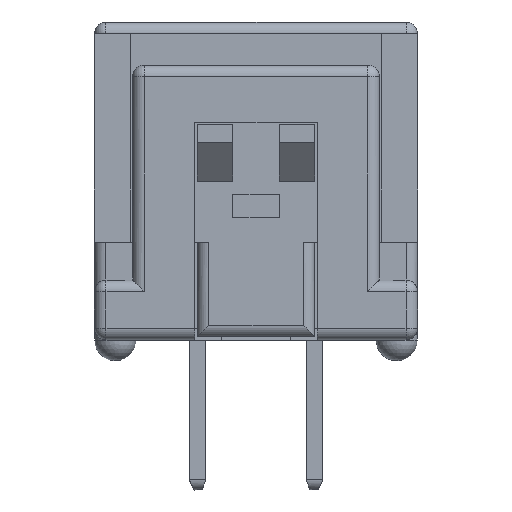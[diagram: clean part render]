
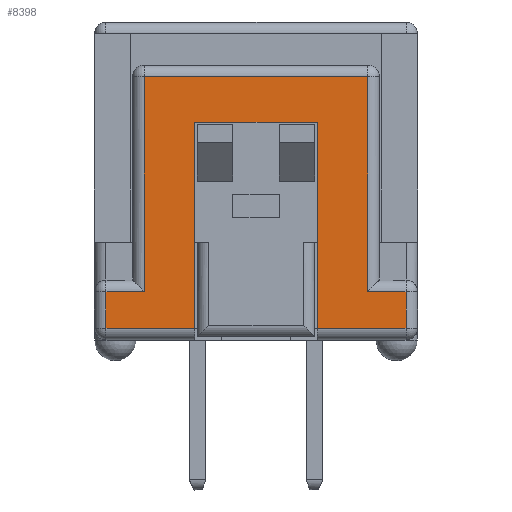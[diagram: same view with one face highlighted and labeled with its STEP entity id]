
A CAD part, left-side view. The second image highlights one B-rep face of the part: STEP entity #8398.
In plain terms, the highlighted planar face has unit normal (-1, 0, 0).
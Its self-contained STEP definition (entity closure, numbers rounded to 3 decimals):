
#834=FACE_OUTER_BOUND('',#1289,.T.);
#1289=EDGE_LOOP('',(#7376,#7377,#7378,#7379,#7380,#7381,#7382,#7383,#7384,
#7385,#7386,#7387));
#2148=LINE('',#13683,#3095);
#2149=LINE('',#13686,#3096);
#2150=LINE('',#13690,#3097);
#2151=LINE('',#13692,#3098);
#2154=LINE('',#13700,#3101);
#2157=LINE('',#13706,#3104);
#2158=LINE('',#13709,#3105);
#2160=LINE('',#13715,#3107);
#2240=LINE('',#14075,#3187);
#2241=LINE('',#14076,#3188);
#2242=LINE('',#14078,#3189);
#2243=LINE('',#14079,#3190);
#3095=VECTOR('',#11029,4.658);
#3096=VECTOR('',#11034,4.85);
#3097=VECTOR('',#11039,4.658);
#3098=VECTOR('',#11042,0.825);
#3101=VECTOR('',#11047,2.65);
#3104=VECTOR('',#11052,0.8);
#3105=VECTOR('',#11057,0.825);
#3107=VECTOR('',#11063,0.8);
#3187=VECTOR('',#11267,1.925);
#3188=VECTOR('',#11268,4.468);
#3189=VECTOR('',#11269,4.468);
#3190=VECTOR('',#11270,1.925);
#3839=VERTEX_POINT('',#13414);
#3840=VERTEX_POINT('',#13420);
#3842=VERTEX_POINT('',#13427);
#3844=VERTEX_POINT('',#13434);
#3915=VERTEX_POINT('',#13682);
#3916=VERTEX_POINT('',#13688);
#3919=VERTEX_POINT('',#13697);
#3920=VERTEX_POINT('',#13699);
#3922=VERTEX_POINT('',#13705);
#3924=VERTEX_POINT('',#13713);
#3982=VERTEX_POINT('',#14074);
#3983=VERTEX_POINT('',#14077);
#5033=EDGE_CURVE('',#3915,#3839,#2148,.F.);
#5035=EDGE_CURVE('',#3839,#3840,#2149,.T.);
#5037=EDGE_CURVE('',#3840,#3916,#2150,.T.);
#5038=EDGE_CURVE('',#3916,#3844,#2151,.T.);
#5041=EDGE_CURVE('',#3920,#3919,#2154,.T.);
#5044=EDGE_CURVE('',#3922,#3842,#2157,.F.);
#5046=EDGE_CURVE('',#3842,#3915,#2158,.T.);
#5049=EDGE_CURVE('',#3844,#3924,#2160,.T.);
#5157=EDGE_CURVE('',#3982,#3924,#2240,.T.);
#5158=EDGE_CURVE('',#3920,#3982,#2241,.T.);
#5159=EDGE_CURVE('',#3983,#3919,#2242,.F.);
#5160=EDGE_CURVE('',#3922,#3983,#2243,.T.);
#7376=ORIENTED_EDGE('',*,*,#5044,.T.);
#7377=ORIENTED_EDGE('',*,*,#5046,.T.);
#7378=ORIENTED_EDGE('',*,*,#5033,.T.);
#7379=ORIENTED_EDGE('',*,*,#5035,.T.);
#7380=ORIENTED_EDGE('',*,*,#5037,.T.);
#7381=ORIENTED_EDGE('',*,*,#5038,.T.);
#7382=ORIENTED_EDGE('',*,*,#5049,.T.);
#7383=ORIENTED_EDGE('',*,*,#5157,.F.);
#7384=ORIENTED_EDGE('',*,*,#5158,.F.);
#7385=ORIENTED_EDGE('',*,*,#5041,.T.);
#7386=ORIENTED_EDGE('',*,*,#5159,.F.);
#7387=ORIENTED_EDGE('',*,*,#5160,.F.);
#7981=PLANE('',#9079);
#8398=ADVANCED_FACE('',(#834),#7981,.T.);
#9079=AXIS2_PLACEMENT_3D('',#14073,#11265,#11266);
#11029=DIRECTION('',(0.,0.,-1.));
#11034=DIRECTION('',(0.,1.,0.));
#11039=DIRECTION('',(0.,0.,-1.));
#11042=DIRECTION('',(0.,1.,0.));
#11047=DIRECTION('',(0.,-1.,0.));
#11052=DIRECTION('',(0.,0.,-1.));
#11057=DIRECTION('',(0.,1.,0.));
#11063=DIRECTION('',(0.,0.,-1.));
#11265=DIRECTION('center_axis',(-1.,0.,0.));
#11266=DIRECTION('ref_axis',(0.,0.,1.));
#11267=DIRECTION('',(0.,1.,0.));
#11268=DIRECTION('',(0.,0.,-1.));
#11269=DIRECTION('',(0.,0.,-1.));
#11270=DIRECTION('',(0.,1.,0.));
#13414=CARTESIAN_POINT('',(-3.805,-1.155,6.158));
#13420=CARTESIAN_POINT('',(-3.805,3.695,6.158));
#13427=CARTESIAN_POINT('',(-3.805,-1.98,1.5));
#13434=CARTESIAN_POINT('',(-3.805,4.52,1.5));
#13682=CARTESIAN_POINT('',(-3.805,-1.155,1.5));
#13683=CARTESIAN_POINT('',(-3.805,-1.155,6.158));
#13686=CARTESIAN_POINT('',(-3.805,-1.155,6.158));
#13688=CARTESIAN_POINT('',(-3.805,3.695,1.5));
#13690=CARTESIAN_POINT('',(-3.805,3.695,6.158));
#13692=CARTESIAN_POINT('',(-3.805,3.695,1.5));
#13697=CARTESIAN_POINT('',(-3.805,-0.055,5.168));
#13699=CARTESIAN_POINT('',(-3.805,2.595,5.168));
#13700=CARTESIAN_POINT('',(-3.805,2.595,5.168));
#13705=CARTESIAN_POINT('',(-3.805,-1.98,0.7));
#13706=CARTESIAN_POINT('',(-3.805,-1.98,1.5));
#13709=CARTESIAN_POINT('',(-3.805,-1.98,1.5));
#13713=CARTESIAN_POINT('',(-3.805,4.52,0.7));
#13715=CARTESIAN_POINT('',(-3.805,4.52,1.5));
#14073=CARTESIAN_POINT('Origin',(-3.805,-1.98,6.158));
#14074=CARTESIAN_POINT('',(-3.805,2.595,0.7));
#14075=CARTESIAN_POINT('',(-3.805,2.595,0.7));
#14076=CARTESIAN_POINT('',(-3.805,2.595,5.168));
#14077=CARTESIAN_POINT('',(-3.805,-0.055,0.7));
#14078=CARTESIAN_POINT('',(-3.805,-0.055,5.168));
#14079=CARTESIAN_POINT('',(-3.805,-1.98,0.7));
